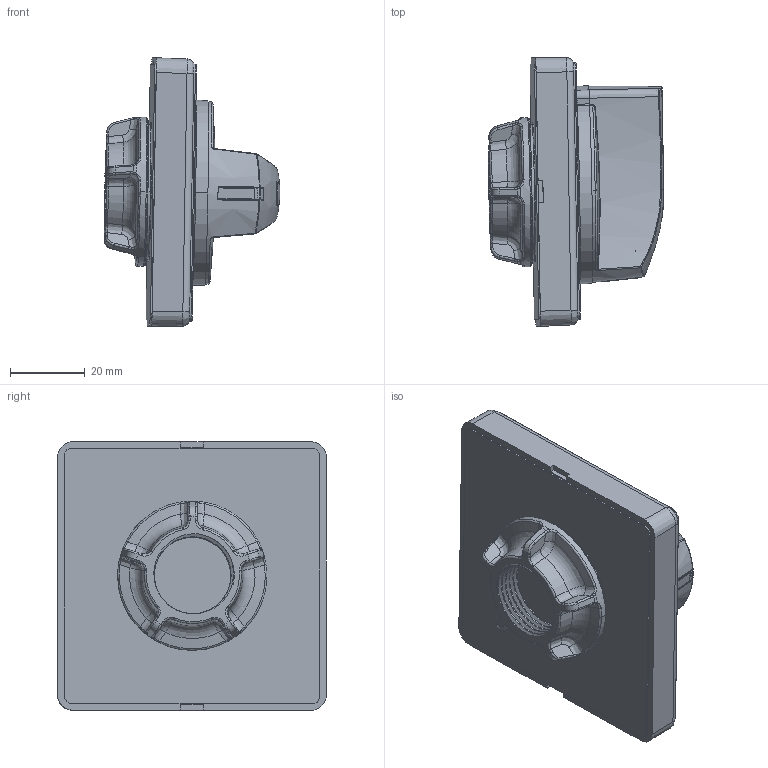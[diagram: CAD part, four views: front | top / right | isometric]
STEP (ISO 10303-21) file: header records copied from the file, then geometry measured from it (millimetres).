
FILE_DESCRIPTION (( 'STEP AP214' ), '1' );
FILE_NAME ('ZH37HX12.STEP', '2025-02-18T17:52:03', ( '' ), ( '' ), 'SwSTEP 2.0', 'SolidWorks 2022', '' );
FILE_SCHEMA (( 'AUTOMOTIVE_DESIGN' ));
Length unit declared in the file: millimetre
Products named in the file (1): ZH37HX12
Bounding box: 47.07 x 71.99 x 72.01 mm (x, y, z)
Volume: 87550.7 mm3; surface area: 22251.4 mm2
Topology: 1 solids, 27 shells, 598 faces, 1378 edges, 841 vertices
Faces by surface type: bspline 206, plane 160, cylinder 92, torus 61, cone 45, sphere 34
Entity records: 32410 total; most frequent: CARTESIAN_POINT 15544, ORIENTED_EDGE 2756, DIRECTION 1996, EDGE_CURVE 1378, VERTEX_POINT 841, AXIS2_PLACEMENT_3D 819, EDGE_LOOP 607, FACE_OUTER_BOUND 598
